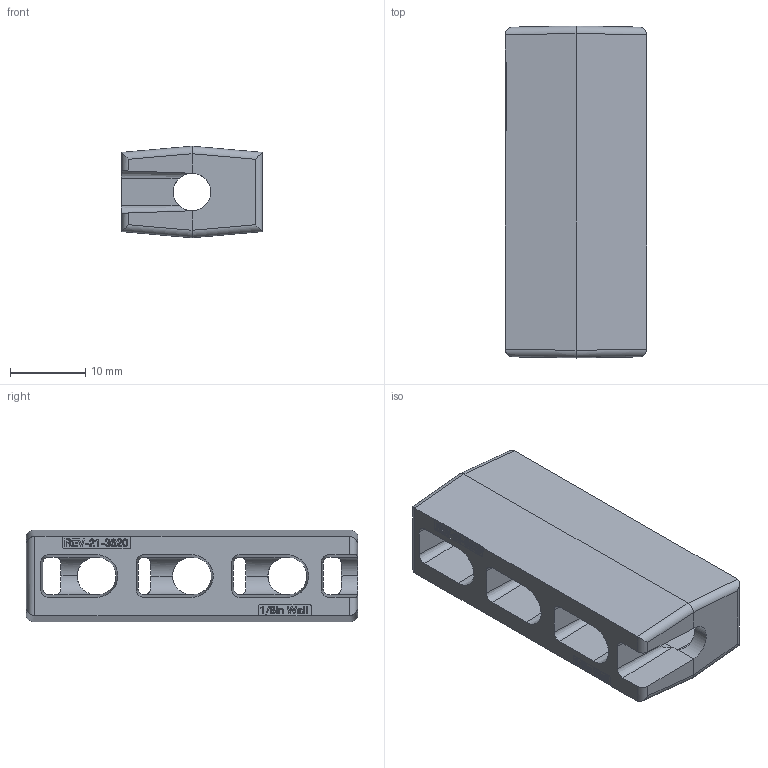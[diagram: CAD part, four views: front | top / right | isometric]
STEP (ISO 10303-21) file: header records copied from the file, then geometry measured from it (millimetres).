
FILE_DESCRIPTION (( 'STEP AP203' ), '1' );
FILE_NAME ('REV-21-3620.STEP', '2024-12-12T16:26:01', ( '' ), ( '' ), 'SwSTEP 2.0', 'SolidWorks 2022', '' );
FILE_SCHEMA (( 'CONFIG_CONTROL_DESIGN' ));
Length unit declared in the file: inch
Products named in the file (1): REV-21-3620
Bounding box: 18.8 x 44.2 x 12.19 mm (x, y, z)
Volume: 5899.8 mm3; surface area: 4350.2 mm2
Topology: 1 solids, 1 shells, 339 faces, 938 edges, 620 vertices
Faces by surface type: plane 190, bspline 90, cylinder 37, cone 22
Entity records: 15407 total; most frequent: CARTESIAN_POINT 7472, ORIENTED_EDGE 1876, DIRECTION 1194, EDGE_CURVE 938, LINE 622, VECTOR 622, VERTEX_POINT 620, EDGE_LOOP 372
